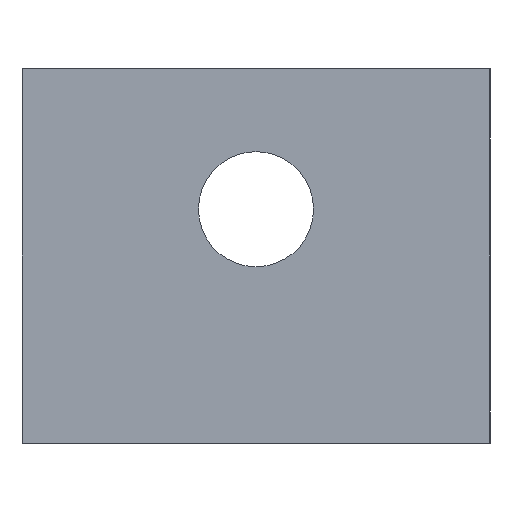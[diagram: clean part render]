
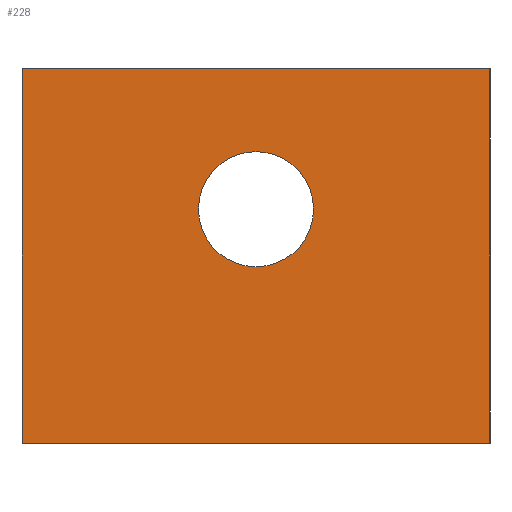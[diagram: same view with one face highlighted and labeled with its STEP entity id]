
A CAD part, left-side view. The second image highlights one B-rep face of the part: STEP entity #228.
In plain terms, the highlighted planar face has unit normal (-1, 0, 0).
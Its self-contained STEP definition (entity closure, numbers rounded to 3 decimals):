
#16=FACE_BOUND('',#53,.T.);
#27=PLANE('',#256);
#39=FACE_OUTER_BOUND('',#52,.T.);
#52=EDGE_LOOP('',(#211,#212,#213,#214));
#53=EDGE_LOOP('',(#215));
#63=LINE('',#340,#90);
#74=LINE('',#363,#101);
#78=LINE('',#369,#105);
#79=LINE('',#371,#106);
#90=VECTOR('',#278,10.);
#101=VECTOR('',#299,10.);
#105=VECTOR('',#305,10.);
#106=VECTOR('',#308,10.);
#108=CIRCLE('',#244,3.075);
#110=VERTEX_POINT('',#316);
#119=VERTEX_POINT('',#337);
#120=VERTEX_POINT('',#339);
#126=VERTEX_POINT('',#361);
#127=VERTEX_POINT('',#362);
#129=EDGE_CURVE('',#110,#110,#108,.T.);
#140=EDGE_CURVE('',#120,#119,#63,.T.);
#151=EDGE_CURVE('',#126,#127,#74,.T.);
#155=EDGE_CURVE('',#127,#120,#78,.T.);
#156=EDGE_CURVE('',#119,#126,#79,.T.);
#211=ORIENTED_EDGE('',*,*,#156,.T.);
#212=ORIENTED_EDGE('',*,*,#151,.T.);
#213=ORIENTED_EDGE('',*,*,#155,.T.);
#214=ORIENTED_EDGE('',*,*,#140,.T.);
#215=ORIENTED_EDGE('',*,*,#129,.T.);
#228=ADVANCED_FACE('',(#39,#16),#27,.F.);
#244=AXIS2_PLACEMENT_3D('',#317,#261,#262);
#256=AXIS2_PLACEMENT_3D('',#374,#312,#313);
#261=DIRECTION('center_axis',(1.,0.,0.));
#262=DIRECTION('ref_axis',(0.,1.,0.));
#278=DIRECTION('',(0.,0.,1.));
#299=DIRECTION('',(0.,0.,-1.));
#305=DIRECTION('',(0.,-1.,0.));
#308=DIRECTION('',(0.,1.,0.));
#312=DIRECTION('center_axis',(1.,0.,0.));
#313=DIRECTION('ref_axis',(0.,1.,0.));
#316=CARTESIAN_POINT('',(0.,-5.575,-2.5));
#317=CARTESIAN_POINT('Origin',(0.,-2.5,-2.5));
#337=CARTESIAN_POINT('',(0.,-15.,5.));
#339=CARTESIAN_POINT('',(0.,-15.,-15.));
#340=CARTESIAN_POINT('',(0.,-15.,-15.));
#361=CARTESIAN_POINT('',(0.,10.,5.));
#362=CARTESIAN_POINT('',(0.,10.,-15.));
#363=CARTESIAN_POINT('',(0.,10.,5.));
#369=CARTESIAN_POINT('',(0.,10.,-15.));
#371=CARTESIAN_POINT('',(0.,0.575,5.));
#374=CARTESIAN_POINT('Origin',(0.,-2.5,-5.));
